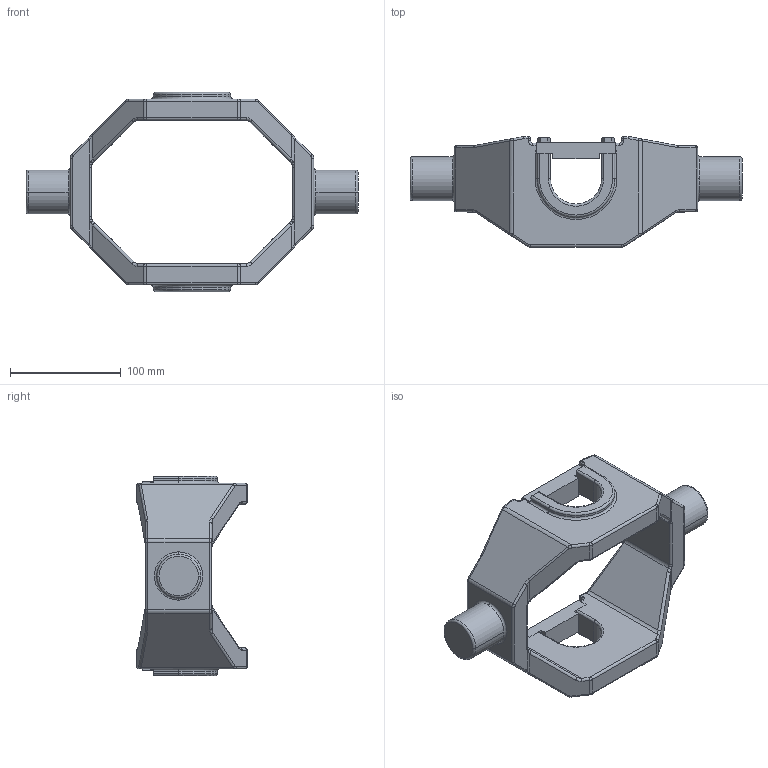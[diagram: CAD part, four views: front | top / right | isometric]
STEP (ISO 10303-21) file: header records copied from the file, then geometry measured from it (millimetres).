
FILE_DESCRIPTION (( 'STEP AP203' ), '1' );
FILE_NAME ('BER.1.STEP', '2013-02-28T10:27:05', ( '' ), ( '' ), 'SwSTEP 2.0', 'SolidWorks 2013', '' );
FILE_SCHEMA (( 'CONFIG_CONTROL_DESIGN' ));
Length unit declared in the file: millimetre
Products named in the file (1): BER.1
Bounding box: 300 x 100 x 180 mm (x, y, z)
Surface area: 130057.4 mm2 (no closed solid volume)
Topology: 0 solids, 10 shells, 377 faces, 939 edges, 560 vertices
Faces by surface type: cylinder 137, plane 106, torus 53, bspline 43, cone 30, sphere 8
Entity records: 12038 total; most frequent: CARTESIAN_POINT 3372, DIRECTION 1834, ORIENTED_EDGE 1770, EDGE_CURVE 931, AXIS2_PLACEMENT_3D 712, VERTEX_POINT 560, LINE 410, VECTOR 410
